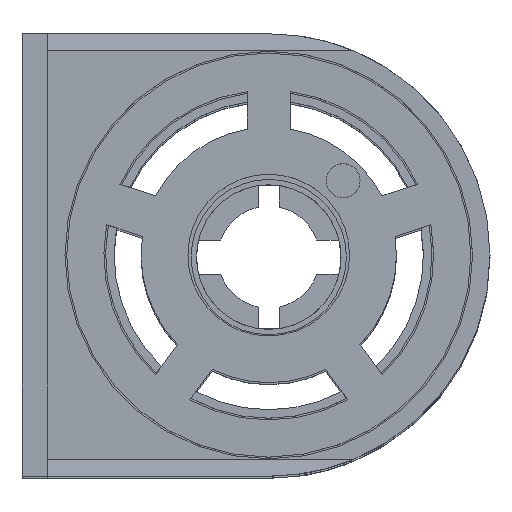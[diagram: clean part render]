
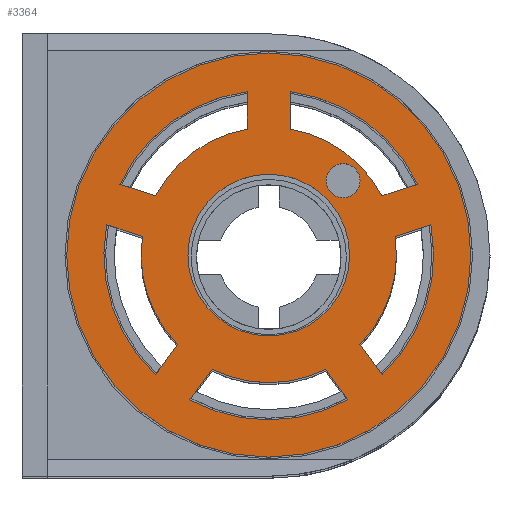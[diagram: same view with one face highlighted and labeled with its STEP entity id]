
A CAD part, top view. The second image highlights one B-rep face of the part: STEP entity #3364.
In plain terms, the highlighted planar face has unit normal (0, 0, 1).
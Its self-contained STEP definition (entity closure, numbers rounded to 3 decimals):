
#79=FACE_BOUND('',#501,.T.);
#80=FACE_BOUND('',#502,.T.);
#81=FACE_BOUND('',#503,.T.);
#82=FACE_BOUND('',#504,.T.);
#83=FACE_BOUND('',#505,.T.);
#84=FACE_BOUND('',#506,.T.);
#85=FACE_BOUND('',#507,.T.);
#162=PLANE('',#3676);
#303=FACE_OUTER_BOUND('',#500,.T.);
#500=EDGE_LOOP('',(#2677));
#501=EDGE_LOOP('',(#2678));
#502=EDGE_LOOP('',(#2679,#2680,#2681,#2682));
#503=EDGE_LOOP('',(#2683,#2684,#2685,#2686));
#504=EDGE_LOOP('',(#2687,#2688,#2689,#2690));
#505=EDGE_LOOP('',(#2691,#2692,#2693,#2694));
#506=EDGE_LOOP('',(#2695,#2696,#2697,#2698));
#507=EDGE_LOOP('',(#2699));
#763=LINE('',#5297,#1091);
#765=LINE('',#5302,#1093);
#771=LINE('',#5317,#1099);
#775=LINE('',#5327,#1103);
#779=LINE('',#5337,#1107);
#781=LINE('',#5344,#1109);
#784=LINE('',#5353,#1112);
#785=LINE('',#5356,#1113);
#787=LINE('',#5362,#1115);
#789=LINE('',#5368,#1117);
#1091=VECTOR('',#4255,10.);
#1093=VECTOR('',#4259,10.);
#1099=VECTOR('',#4275,10.);
#1103=VECTOR('',#4285,10.);
#1107=VECTOR('',#4295,10.);
#1109=VECTOR('',#4303,10.);
#1112=VECTOR('',#4316,10.);
#1113=VECTOR('',#4319,10.);
#1115=VECTOR('',#4327,10.);
#1117=VECTOR('',#4335,10.);
#1323=CIRCLE('',#3628,4.);
#1336=CIRCLE('',#3643,38.75);
#1337=CIRCLE('',#3647,30.);
#1338=CIRCLE('',#3649,38.75);
#1339=CIRCLE('',#3652,38.75);
#1340=CIRCLE('',#3655,38.75);
#1341=CIRCLE('',#3658,19.);
#1342=CIRCLE('',#3661,30.);
#1343=CIRCLE('',#3663,38.75);
#1344=CIRCLE('',#3667,30.);
#1345=CIRCLE('',#3670,30.);
#1346=CIRCLE('',#3673,30.);
#1347=CIRCLE('',#3675,47.5);
#1543=VERTEX_POINT('',#5240);
#1566=VERTEX_POINT('',#5289);
#1567=VERTEX_POINT('',#5291);
#1568=VERTEX_POINT('',#5295);
#1569=VERTEX_POINT('',#5299);
#1570=VERTEX_POINT('',#5301);
#1571=VERTEX_POINT('',#5305);
#1572=VERTEX_POINT('',#5309);
#1573=VERTEX_POINT('',#5311);
#1574=VERTEX_POINT('',#5315);
#1575=VERTEX_POINT('',#5319);
#1576=VERTEX_POINT('',#5321);
#1577=VERTEX_POINT('',#5325);
#1578=VERTEX_POINT('',#5329);
#1579=VERTEX_POINT('',#5331);
#1580=VERTEX_POINT('',#5335);
#1581=VERTEX_POINT('',#5339);
#1582=VERTEX_POINT('',#5343);
#1583=VERTEX_POINT('',#5349);
#1584=VERTEX_POINT('',#5355);
#1585=VERTEX_POINT('',#5361);
#1586=VERTEX_POINT('',#5367);
#1587=VERTEX_POINT('',#5373);
#1919=EDGE_CURVE('',#1543,#1543,#1323,.T.);
#1943=EDGE_CURVE('',#1567,#1566,#1336,.T.);
#1946=EDGE_CURVE('',#1566,#1568,#763,.T.);
#1948=EDGE_CURVE('',#1570,#1569,#765,.T.);
#1951=EDGE_CURVE('',#1569,#1571,#1337,.T.);
#1953=EDGE_CURVE('',#1573,#1572,#1338,.T.);
#1956=EDGE_CURVE('',#1572,#1574,#771,.T.);
#1958=EDGE_CURVE('',#1576,#1575,#1339,.T.);
#1961=EDGE_CURVE('',#1575,#1577,#775,.T.);
#1963=EDGE_CURVE('',#1579,#1578,#1340,.T.);
#1966=EDGE_CURVE('',#1578,#1580,#779,.T.);
#1968=EDGE_CURVE('',#1581,#1581,#1341,.T.);
#1969=EDGE_CURVE('',#1582,#1567,#781,.T.);
#1971=EDGE_CURVE('',#1568,#1582,#1342,.T.);
#1972=EDGE_CURVE('',#1583,#1570,#1343,.T.);
#1974=EDGE_CURVE('',#1571,#1583,#784,.T.);
#1975=EDGE_CURVE('',#1584,#1573,#785,.T.);
#1977=EDGE_CURVE('',#1574,#1584,#1344,.T.);
#1978=EDGE_CURVE('',#1585,#1576,#787,.T.);
#1980=EDGE_CURVE('',#1577,#1585,#1345,.T.);
#1981=EDGE_CURVE('',#1586,#1579,#789,.T.);
#1983=EDGE_CURVE('',#1580,#1586,#1346,.T.);
#1984=EDGE_CURVE('',#1587,#1587,#1347,.T.);
#2677=ORIENTED_EDGE('',*,*,#1984,.T.);
#2678=ORIENTED_EDGE('',*,*,#1919,.T.);
#2679=ORIENTED_EDGE('',*,*,#1966,.T.);
#2680=ORIENTED_EDGE('',*,*,#1983,.T.);
#2681=ORIENTED_EDGE('',*,*,#1981,.T.);
#2682=ORIENTED_EDGE('',*,*,#1963,.T.);
#2683=ORIENTED_EDGE('',*,*,#1961,.T.);
#2684=ORIENTED_EDGE('',*,*,#1980,.T.);
#2685=ORIENTED_EDGE('',*,*,#1978,.T.);
#2686=ORIENTED_EDGE('',*,*,#1958,.T.);
#2687=ORIENTED_EDGE('',*,*,#1956,.T.);
#2688=ORIENTED_EDGE('',*,*,#1977,.T.);
#2689=ORIENTED_EDGE('',*,*,#1975,.T.);
#2690=ORIENTED_EDGE('',*,*,#1953,.T.);
#2691=ORIENTED_EDGE('',*,*,#1951,.T.);
#2692=ORIENTED_EDGE('',*,*,#1974,.T.);
#2693=ORIENTED_EDGE('',*,*,#1972,.T.);
#2694=ORIENTED_EDGE('',*,*,#1948,.T.);
#2695=ORIENTED_EDGE('',*,*,#1946,.T.);
#2696=ORIENTED_EDGE('',*,*,#1971,.T.);
#2697=ORIENTED_EDGE('',*,*,#1969,.T.);
#2698=ORIENTED_EDGE('',*,*,#1943,.T.);
#2699=ORIENTED_EDGE('',*,*,#1968,.T.);
#3364=ADVANCED_FACE('',(#303,#79,#80,#81,#82,#83,#84,#85),#162,.T.);
#3628=AXIS2_PLACEMENT_3D('',#5242,#4208,#4209);
#3643=AXIS2_PLACEMENT_3D('',#5292,#4249,#4250);
#3647=AXIS2_PLACEMENT_3D('',#5307,#4264,#4265);
#3649=AXIS2_PLACEMENT_3D('',#5312,#4269,#4270);
#3652=AXIS2_PLACEMENT_3D('',#5322,#4279,#4280);
#3655=AXIS2_PLACEMENT_3D('',#5332,#4289,#4290);
#3658=AXIS2_PLACEMENT_3D('',#5341,#4299,#4300);
#3661=AXIS2_PLACEMENT_3D('',#5347,#4307,#4308);
#3663=AXIS2_PLACEMENT_3D('',#5350,#4311,#4312);
#3667=AXIS2_PLACEMENT_3D('',#5359,#4323,#4324);
#3670=AXIS2_PLACEMENT_3D('',#5365,#4331,#4332);
#3673=AXIS2_PLACEMENT_3D('',#5371,#4339,#4340);
#3675=AXIS2_PLACEMENT_3D('',#5374,#4343,#4344);
#3676=AXIS2_PLACEMENT_3D('',#5376,#4346,#4347);
#4208=DIRECTION('center_axis',(0.,0.,-1.));
#4209=DIRECTION('ref_axis',(1.,0.,0.));
#4249=DIRECTION('center_axis',(0.,0.,-1.));
#4250=DIRECTION('ref_axis',(1.,0.,0.));
#4255=DIRECTION('',(0.588,0.809,0.));
#4259=DIRECTION('',(-0.951,-0.309,0.));
#4264=DIRECTION('center_axis',(0.,0.,1.));
#4265=DIRECTION('ref_axis',(1.,0.,0.));
#4269=DIRECTION('center_axis',(0.,0.,-1.));
#4270=DIRECTION('ref_axis',(1.,0.,0.));
#4275=DIRECTION('',(-0.588,0.809,0.));
#4279=DIRECTION('center_axis',(0.,0.,-1.));
#4280=DIRECTION('ref_axis',(1.,0.,0.));
#4285=DIRECTION('',(0.,-1.,0.));
#4289=DIRECTION('center_axis',(0.,0.,-1.));
#4290=DIRECTION('ref_axis',(1.,0.,0.));
#4295=DIRECTION('',(0.951,-0.309,0.));
#4299=DIRECTION('center_axis',(0.,0.,-1.));
#4300=DIRECTION('ref_axis',(1.,0.,0.));
#4303=DIRECTION('',(0.588,-0.809,0.));
#4307=DIRECTION('center_axis',(0.,0.,1.));
#4308=DIRECTION('ref_axis',(1.,0.,0.));
#4311=DIRECTION('center_axis',(0.,0.,-1.));
#4312=DIRECTION('ref_axis',(1.,0.,0.));
#4316=DIRECTION('',(0.,1.,0.));
#4319=DIRECTION('',(0.951,0.309,0.));
#4323=DIRECTION('center_axis',(0.,0.,1.));
#4324=DIRECTION('ref_axis',(1.,0.,0.));
#4327=DIRECTION('',(-0.951,0.309,0.));
#4331=DIRECTION('center_axis',(0.,0.,1.));
#4332=DIRECTION('ref_axis',(1.,0.,0.));
#4335=DIRECTION('',(-0.588,-0.809,0.));
#4339=DIRECTION('center_axis',(0.,0.,1.));
#4340=DIRECTION('ref_axis',(1.,0.,0.));
#4343=DIRECTION('center_axis',(0.,0.,1.));
#4344=DIRECTION('ref_axis',(1.,0.,0.));
#4346=DIRECTION('center_axis',(0.,0.,1.));
#4347=DIRECTION('ref_axis',(1.,0.,0.));
#5240=CARTESIAN_POINT('',(65.466,69.466,9.));
#5242=CARTESIAN_POINT('Origin',(69.466,69.466,9.));
#5289=CARTESIAN_POINT('',(33.459,17.974,9.));
#5291=CARTESIAN_POINT('',(70.541,17.974,9.));
#5292=CARTESIAN_POINT('Origin',(52.,52.,9.));
#5295=CARTESIAN_POINT('',(38.658,25.13,9.));
#5297=CARTESIAN_POINT('',(38.658,25.13,9.));
#5299=CARTESIAN_POINT('',(78.588,65.896,9.));
#5301=CARTESIAN_POINT('',(87.,68.63,9.));
#5302=CARTESIAN_POINT('',(78.588,65.896,9.));
#5305=CARTESIAN_POINT('',(57.,81.58,9.));
#5307=CARTESIAN_POINT('Origin',(52.,52.,9.));
#5309=CARTESIAN_POINT('',(78.631,23.852,9.));
#5311=CARTESIAN_POINT('',(90.09,59.119,9.));
#5312=CARTESIAN_POINT('Origin',(52.,52.,9.));
#5315=CARTESIAN_POINT('',(73.432,31.008,9.));
#5317=CARTESIAN_POINT('',(73.432,31.008,9.));
#5319=CARTESIAN_POINT('',(47.,90.426,9.));
#5321=CARTESIAN_POINT('',(17.,68.63,9.));
#5322=CARTESIAN_POINT('Origin',(52.,52.,9.));
#5325=CARTESIAN_POINT('',(47.,81.58,9.));
#5327=CARTESIAN_POINT('',(47.,81.58,9.));
#5329=CARTESIAN_POINT('',(13.91,59.119,9.));
#5331=CARTESIAN_POINT('',(25.369,23.852,9.));
#5332=CARTESIAN_POINT('Origin',(52.,52.,9.));
#5335=CARTESIAN_POINT('',(22.322,56.386,9.));
#5337=CARTESIAN_POINT('',(22.322,56.386,9.));
#5339=CARTESIAN_POINT('',(33.,52.,9.));
#5341=CARTESIAN_POINT('Origin',(52.,52.,9.));
#5343=CARTESIAN_POINT('',(65.342,25.13,9.));
#5344=CARTESIAN_POINT('',(65.342,25.13,9.));
#5347=CARTESIAN_POINT('Origin',(52.,52.,9.));
#5349=CARTESIAN_POINT('',(57.,90.426,9.));
#5350=CARTESIAN_POINT('Origin',(52.,52.,9.));
#5353=CARTESIAN_POINT('',(57.,81.58,9.));
#5355=CARTESIAN_POINT('',(81.678,56.386,9.));
#5356=CARTESIAN_POINT('',(81.678,56.386,9.));
#5359=CARTESIAN_POINT('Origin',(52.,52.,9.));
#5361=CARTESIAN_POINT('',(25.412,65.896,9.));
#5362=CARTESIAN_POINT('',(25.412,65.896,9.));
#5365=CARTESIAN_POINT('Origin',(52.,52.,9.));
#5367=CARTESIAN_POINT('',(30.568,31.008,9.));
#5368=CARTESIAN_POINT('',(30.568,31.008,9.));
#5371=CARTESIAN_POINT('Origin',(52.,52.,9.));
#5373=CARTESIAN_POINT('',(4.5,52.,9.));
#5374=CARTESIAN_POINT('Origin',(52.,52.,9.));
#5376=CARTESIAN_POINT('Origin',(52.,52.,9.));
